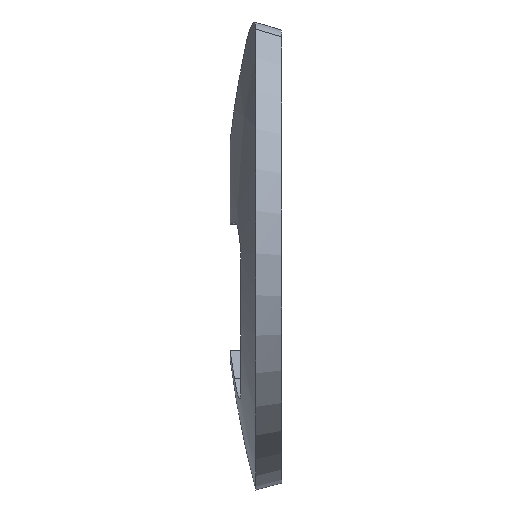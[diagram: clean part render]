
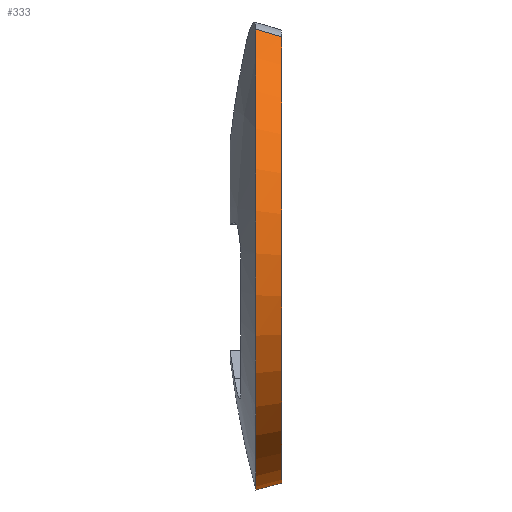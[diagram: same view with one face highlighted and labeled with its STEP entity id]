
A CAD part, front view. The second image highlights one B-rep face of the part: STEP entity #333.
In plain terms, the highlighted conical face has half-angle 14.932 degrees and reference radius 9.885 mm.
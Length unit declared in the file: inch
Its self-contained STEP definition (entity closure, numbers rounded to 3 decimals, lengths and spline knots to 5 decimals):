
#49 = CARTESIAN_POINT ( 'NONE',  ( 0.01042, -0.24498, 0.31621 ) ) ;
#51 = CARTESIAN_POINT ( 'NONE',  ( 0.01502, 0.24477, 0.31482 ) ) ;
#75 = CARTESIAN_POINT ( 'NONE',  ( 0.01042, 0.24498, 0.31621 ) ) ;
#103 = DIRECTION ( 'NONE',  ( -1., 0., 0. ) ) ;
#104 = EDGE_CURVE ( 'NONE', #157, #955, #826, .T. ) ;
#134 = CARTESIAN_POINT ( 'NONE',  ( 0.01962, -0.24456, 0.31342 ) ) ;
#157 = VERTEX_POINT ( 'NONE', #937 ) ;
#158 = CARTESIAN_POINT ( 'NONE',  ( 0.01042, -0.24498, 0.31621 ) ) ;
#178 = EDGE_CURVE ( 'NONE', #955, #319, #418, .T. ) ;
#189 = AXIS2_PLACEMENT_3D ( 'NONE', #503, #823, #914 ) ;
#224 = ORIENTED_EDGE ( 'NONE', *, *, #359, .T. ) ;
#247 = FACE_OUTER_BOUND ( 'NONE', #721, .T. ) ;
#269 = CARTESIAN_POINT ( 'NONE',  ( 0.01042, 0., 0. ) ) ;
#319 = VERTEX_POINT ( 'NONE', #158 ) ;
#322 = CONICAL_SURFACE ( 'NONE', #676, 0.38918, 0.261 ) ;
#333 = ADVANCED_FACE ( 'NONE', ( #247 ), #322, .T. ) ;
#340 = AXIS2_PLACEMENT_3D ( 'NONE', #269, #498, #918 ) ;
#341 = DIRECTION ( 'NONE',  ( -1., 0., 0. ) ) ;
#348 = VERTEX_POINT ( 'NONE', #75 ) ;
#359 = EDGE_CURVE ( 'NONE', #652, #157, #637, .T. ) ;
#363 = CARTESIAN_POINT ( 'NONE',  ( 0.04207, 0.24355, 0.3066 ) ) ;
#364 = CARTESIAN_POINT ( 'NONE',  ( 0.03315, -0.24395, 0.30932 ) ) ;
#376 = CARTESIAN_POINT ( 'NONE',  ( 0.01962, 0.24456, 0.31342 ) ) ;
#398 = CARTESIAN_POINT ( 'NONE',  ( 0.01042, 0., -0.4 ) ) ;
#405 = CARTESIAN_POINT ( 'NONE',  ( 0.051, 0.24316, 0.30387 ) ) ;
#418 = B_SPLINE_CURVE_WITH_KNOTS ( 'NONE', 3,
 ( #454, #705, #364, #619, #134, #601, #49 ),
 .UNSPECIFIED., .F., .F.,
 ( 4, 3, 4 ),
 ( 0., 0.00071, 0.00108 ),
 .UNSPECIFIED. ) ;
#421 = AXIS2_PLACEMENT_3D ( 'NONE', #739, #103, #433 ) ;
#433 = DIRECTION ( 'NONE',  ( 0., 0., 1. ) ) ;
#443 = EDGE_CURVE ( 'NONE', #625, #319, #573, .T. ) ;
#445 = CARTESIAN_POINT ( 'NONE',  ( 0.01042, 0.24498, 0.31621 ) ) ;
#447 = ORIENTED_EDGE ( 'NONE', *, *, #104, .T. ) ;
#454 = CARTESIAN_POINT ( 'NONE',  ( 0.051, -0.24316, 0.30387 ) ) ;
#485 = CARTESIAN_POINT ( 'NONE',  ( 0.051, 0., 0. ) ) ;
#498 = DIRECTION ( 'NONE',  ( -1., 0., 0. ) ) ;
#503 = CARTESIAN_POINT ( 'NONE',  ( 0.051, 0., 0. ) ) ;
#528 = CARTESIAN_POINT ( 'NONE',  ( 0.03315, 0.24395, 0.30932 ) ) ;
#536 = EDGE_CURVE ( 'NONE', #348, #652, #656, .T. ) ;
#570 = DIRECTION ( 'NONE',  ( -1., 0., 0. ) ) ;
#573 = CIRCLE ( 'NONE', #340, 0.4 ) ;
#583 = DIRECTION ( 'NONE',  ( 0., 0., 1. ) ) ;
#595 = CARTESIAN_POINT ( 'NONE',  ( 0.051, 0., 0. ) ) ;
#601 = CARTESIAN_POINT ( 'NONE',  ( 0.01502, -0.24477, 0.31482 ) ) ;
#619 = CARTESIAN_POINT ( 'NONE',  ( 0.02421, -0.24436, 0.31203 ) ) ;
#625 = VERTEX_POINT ( 'NONE', #398 ) ;
#637 = CIRCLE ( 'NONE', #189, 0.38918 ) ;
#648 = ORIENTED_EDGE ( 'NONE', *, *, #842, .F. ) ;
#652 = VERTEX_POINT ( 'NONE', #405 ) ;
#656 = B_SPLINE_CURVE_WITH_KNOTS ( 'NONE', 3,
 ( #445, #51, #376, #765, #528, #363, #1018 ),
 .UNSPECIFIED., .F., .F.,
 ( 4, 3, 4 ),
 ( 0., 0.00037, 0.00108 ),
 .UNSPECIFIED. ) ;
#676 = AXIS2_PLACEMENT_3D ( 'NONE', #485, #570, #802 ) ;
#688 = AXIS2_PLACEMENT_3D ( 'NONE', #595, #341, #583 ) ;
#704 = ORIENTED_EDGE ( 'NONE', *, *, #178, .T. ) ;
#705 = CARTESIAN_POINT ( 'NONE',  ( 0.04207, -0.24355, 0.3066 ) ) ;
#721 = EDGE_LOOP ( 'NONE', ( #648, #1038, #224, #447, #704, #790 ) ) ;
#739 = CARTESIAN_POINT ( 'NONE',  ( 0.01042, 0., 0. ) ) ;
#759 = CARTESIAN_POINT ( 'NONE',  ( 0.051, -0.24316, 0.30387 ) ) ;
#765 = CARTESIAN_POINT ( 'NONE',  ( 0.02421, 0.24436, 0.31203 ) ) ;
#790 = ORIENTED_EDGE ( 'NONE', *, *, #443, .F. ) ;
#802 = DIRECTION ( 'NONE',  ( 0., 0., 1. ) ) ;
#823 = DIRECTION ( 'NONE',  ( -1., 0., 0. ) ) ;
#826 = CIRCLE ( 'NONE', #688, 0.38918 ) ;
#842 = EDGE_CURVE ( 'NONE', #348, #625, #869, .T. ) ;
#869 = CIRCLE ( 'NONE', #421, 0.4 ) ;
#914 = DIRECTION ( 'NONE',  ( 0., 0., 1. ) ) ;
#918 = DIRECTION ( 'NONE',  ( 0., 0., 1. ) ) ;
#937 = CARTESIAN_POINT ( 'NONE',  ( 0.051, 0., -0.38918 ) ) ;
#955 = VERTEX_POINT ( 'NONE', #759 ) ;
#1018 = CARTESIAN_POINT ( 'NONE',  ( 0.051, 0.24316, 0.30387 ) ) ;
#1038 = ORIENTED_EDGE ( 'NONE', *, *, #536, .T. ) ;
